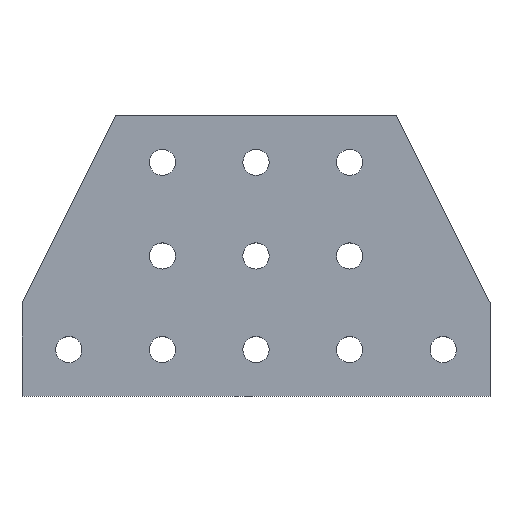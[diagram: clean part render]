
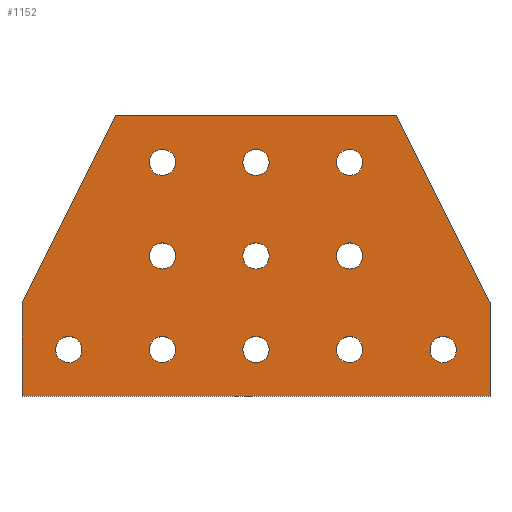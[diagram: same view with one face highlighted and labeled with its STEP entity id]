
A CAD part, top view. The second image highlights one B-rep face of the part: STEP entity #1152.
In plain terms, the highlighted planar face has unit normal (0, 0, 1).
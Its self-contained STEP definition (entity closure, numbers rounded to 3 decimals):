
#132=CARTESIAN_POINT('',(0.14,0.0,0.188));
#133=VERTEX_POINT('',#132);
#149=CARTESIAN_POINT('',(-0.14,0.,0.188));
#150=VERTEX_POINT('',#149);
#157=CARTESIAN_POINT('',(0.0,0.0,0.188));
#158=DIRECTION('',(0.0,0.0,-1.0));
#159=DIRECTION('',(1.0,0.0,0.0));
#160=AXIS2_PLACEMENT_3D('',#157,#158,#159);
#161=CIRCLE('',#160,0.14);
#162=EDGE_CURVE('',#133,#150,#161,.T.);
#174=CARTESIAN_POINT('',(1.14,0.0,0.188));
#175=VERTEX_POINT('',#174);
#191=CARTESIAN_POINT('',(0.86,0.,0.188));
#192=VERTEX_POINT('',#191);
#199=CARTESIAN_POINT('',(1.0,0.0,0.188));
#200=DIRECTION('',(0.0,0.0,-1.0));
#201=DIRECTION('',(1.0,0.0,0.0));
#202=AXIS2_PLACEMENT_3D('',#199,#200,#201);
#203=CIRCLE('',#202,0.14);
#204=EDGE_CURVE('',#175,#192,#203,.T.);
#216=CARTESIAN_POINT('',(1.14,1.0,0.188));
#217=VERTEX_POINT('',#216);
#233=CARTESIAN_POINT('',(0.86,1.0,0.188));
#234=VERTEX_POINT('',#233);
#241=CARTESIAN_POINT('',(1.0,1.0,0.188));
#242=DIRECTION('',(0.0,0.0,-1.0));
#243=DIRECTION('',(1.0,0.0,0.0));
#244=AXIS2_PLACEMENT_3D('',#241,#242,#243);
#245=CIRCLE('',#244,0.14);
#246=EDGE_CURVE('',#217,#234,#245,.T.);
#258=CARTESIAN_POINT('',(1.14,2.0,0.188));
#259=VERTEX_POINT('',#258);
#275=CARTESIAN_POINT('',(0.86,2.0,0.188));
#276=VERTEX_POINT('',#275);
#283=CARTESIAN_POINT('',(1.0,2.0,0.188));
#284=DIRECTION('',(0.0,0.0,-1.0));
#285=DIRECTION('',(1.0,0.0,0.0));
#286=AXIS2_PLACEMENT_3D('',#283,#284,#285);
#287=CIRCLE('',#286,0.14);
#288=EDGE_CURVE('',#259,#276,#287,.T.);
#300=CARTESIAN_POINT('',(2.14,0.0,0.188));
#301=VERTEX_POINT('',#300);
#317=CARTESIAN_POINT('',(1.86,0.,0.188));
#318=VERTEX_POINT('',#317);
#325=CARTESIAN_POINT('',(2.0,0.0,0.188));
#326=DIRECTION('',(0.0,0.0,-1.0));
#327=DIRECTION('',(1.0,0.0,0.0));
#328=AXIS2_PLACEMENT_3D('',#325,#326,#327);
#329=CIRCLE('',#328,0.14);
#330=EDGE_CURVE('',#301,#318,#329,.T.);
#342=CARTESIAN_POINT('',(2.14,1.0,0.188));
#343=VERTEX_POINT('',#342);
#359=CARTESIAN_POINT('',(1.86,1.0,0.188));
#360=VERTEX_POINT('',#359);
#367=CARTESIAN_POINT('',(2.0,1.0,0.188));
#368=DIRECTION('',(0.0,0.0,-1.0));
#369=DIRECTION('',(1.0,0.0,0.0));
#370=AXIS2_PLACEMENT_3D('',#367,#368,#369);
#371=CIRCLE('',#370,0.14);
#372=EDGE_CURVE('',#343,#360,#371,.T.);
#384=CARTESIAN_POINT('',(3.14,0.0,0.188));
#385=VERTEX_POINT('',#384);
#401=CARTESIAN_POINT('',(2.86,0.,0.188));
#402=VERTEX_POINT('',#401);
#409=CARTESIAN_POINT('',(3.0,0.0,0.188));
#410=DIRECTION('',(0.0,0.0,-1.0));
#411=DIRECTION('',(1.0,0.0,0.0));
#412=AXIS2_PLACEMENT_3D('',#409,#410,#411);
#413=CIRCLE('',#412,0.14);
#414=EDGE_CURVE('',#385,#402,#413,.T.);
#426=CARTESIAN_POINT('',(3.14,1.0,0.188));
#427=VERTEX_POINT('',#426);
#443=CARTESIAN_POINT('',(2.86,1.0,0.188));
#444=VERTEX_POINT('',#443);
#451=CARTESIAN_POINT('',(3.0,1.0,0.188));
#452=DIRECTION('',(0.0,0.0,-1.0));
#453=DIRECTION('',(1.0,0.0,0.0));
#454=AXIS2_PLACEMENT_3D('',#451,#452,#453);
#455=CIRCLE('',#454,0.14);
#456=EDGE_CURVE('',#427,#444,#455,.T.);
#468=CARTESIAN_POINT('',(4.14,0.0,0.188));
#469=VERTEX_POINT('',#468);
#485=CARTESIAN_POINT('',(3.86,0.,0.188));
#486=VERTEX_POINT('',#485);
#493=CARTESIAN_POINT('',(4.0,0.0,0.188));
#494=DIRECTION('',(0.0,0.0,-1.0));
#495=DIRECTION('',(1.0,0.0,0.0));
#496=AXIS2_PLACEMENT_3D('',#493,#494,#495);
#497=CIRCLE('',#496,0.14);
#498=EDGE_CURVE('',#469,#486,#497,.T.);
#510=CARTESIAN_POINT('',(2.14,2.0,0.188));
#511=VERTEX_POINT('',#510);
#527=CARTESIAN_POINT('',(1.86,2.0,0.188));
#528=VERTEX_POINT('',#527);
#535=CARTESIAN_POINT('',(2.0,2.0,0.188));
#536=DIRECTION('',(0.0,0.0,-1.0));
#537=DIRECTION('',(1.0,0.0,0.0));
#538=AXIS2_PLACEMENT_3D('',#535,#536,#537);
#539=CIRCLE('',#538,0.14);
#540=EDGE_CURVE('',#511,#528,#539,.T.);
#552=CARTESIAN_POINT('',(3.14,2.0,0.188));
#553=VERTEX_POINT('',#552);
#569=CARTESIAN_POINT('',(2.86,2.0,0.188));
#570=VERTEX_POINT('',#569);
#577=CARTESIAN_POINT('',(3.0,2.0,0.188));
#578=DIRECTION('',(0.0,0.0,-1.0));
#579=DIRECTION('',(1.0,0.0,0.0));
#580=AXIS2_PLACEMENT_3D('',#577,#578,#579);
#581=CIRCLE('',#580,0.14);
#582=EDGE_CURVE('',#553,#570,#581,.T.);
#593=CARTESIAN_POINT('',(3.0,2.0,0.188));
#594=DIRECTION('',(0.0,0.0,-1.0));
#595=DIRECTION('',(1.0,0.0,0.0));
#596=AXIS2_PLACEMENT_3D('',#593,#594,#595);
#597=CIRCLE('',#596,0.14);
#598=EDGE_CURVE('',#570,#553,#597,.T.);
#617=CARTESIAN_POINT('',(2.0,2.0,0.188));
#618=DIRECTION('',(0.0,0.0,-1.0));
#619=DIRECTION('',(1.0,0.0,0.0));
#620=AXIS2_PLACEMENT_3D('',#617,#618,#619);
#621=CIRCLE('',#620,0.14);
#622=EDGE_CURVE('',#528,#511,#621,.T.);
#641=CARTESIAN_POINT('',(4.0,0.0,0.188));
#642=DIRECTION('',(0.0,0.0,-1.0));
#643=DIRECTION('',(1.0,0.0,0.0));
#644=AXIS2_PLACEMENT_3D('',#641,#642,#643);
#645=CIRCLE('',#644,0.14);
#646=EDGE_CURVE('',#486,#469,#645,.T.);
#665=CARTESIAN_POINT('',(3.0,1.0,0.188));
#666=DIRECTION('',(0.0,0.0,-1.0));
#667=DIRECTION('',(1.0,0.0,0.0));
#668=AXIS2_PLACEMENT_3D('',#665,#666,#667);
#669=CIRCLE('',#668,0.14);
#670=EDGE_CURVE('',#444,#427,#669,.T.);
#689=CARTESIAN_POINT('',(3.0,0.0,0.188));
#690=DIRECTION('',(0.0,0.0,-1.0));
#691=DIRECTION('',(1.0,0.0,0.0));
#692=AXIS2_PLACEMENT_3D('',#689,#690,#691);
#693=CIRCLE('',#692,0.14);
#694=EDGE_CURVE('',#402,#385,#693,.T.);
#713=CARTESIAN_POINT('',(2.0,1.0,0.188));
#714=DIRECTION('',(0.0,0.0,-1.0));
#715=DIRECTION('',(1.0,0.0,0.0));
#716=AXIS2_PLACEMENT_3D('',#713,#714,#715);
#717=CIRCLE('',#716,0.14);
#718=EDGE_CURVE('',#360,#343,#717,.T.);
#737=CARTESIAN_POINT('',(2.0,0.0,0.188));
#738=DIRECTION('',(0.0,0.0,-1.0));
#739=DIRECTION('',(1.0,0.0,0.0));
#740=AXIS2_PLACEMENT_3D('',#737,#738,#739);
#741=CIRCLE('',#740,0.14);
#742=EDGE_CURVE('',#318,#301,#741,.T.);
#761=CARTESIAN_POINT('',(1.0,2.0,0.188));
#762=DIRECTION('',(0.0,0.0,-1.0));
#763=DIRECTION('',(1.0,0.0,0.0));
#764=AXIS2_PLACEMENT_3D('',#761,#762,#763);
#765=CIRCLE('',#764,0.14);
#766=EDGE_CURVE('',#276,#259,#765,.T.);
#785=CARTESIAN_POINT('',(1.0,1.0,0.188));
#786=DIRECTION('',(0.0,0.0,-1.0));
#787=DIRECTION('',(1.0,0.0,0.0));
#788=AXIS2_PLACEMENT_3D('',#785,#786,#787);
#789=CIRCLE('',#788,0.14);
#790=EDGE_CURVE('',#234,#217,#789,.T.);
#809=CARTESIAN_POINT('',(1.0,0.0,0.188));
#810=DIRECTION('',(0.0,0.0,-1.0));
#811=DIRECTION('',(1.0,0.0,0.0));
#812=AXIS2_PLACEMENT_3D('',#809,#810,#811);
#813=CIRCLE('',#812,0.14);
#814=EDGE_CURVE('',#192,#175,#813,.T.);
#833=CARTESIAN_POINT('',(0.0,0.0,0.188));
#834=DIRECTION('',(0.0,0.0,-1.0));
#835=DIRECTION('',(1.0,0.0,0.0));
#836=AXIS2_PLACEMENT_3D('',#833,#834,#835);
#837=CIRCLE('',#836,0.14);
#838=EDGE_CURVE('',#150,#133,#837,.T.);
#856=CARTESIAN_POINT('',(-0.5,-0.5,0.188));
#857=VERTEX_POINT('',#856);
#858=CARTESIAN_POINT('',(-0.5,0.5,0.188));
#859=VERTEX_POINT('',#858);
#860=CARTESIAN_POINT('',(-0.5,-0.5,0.188));
#861=DIRECTION('',(0.0,1.0,0.0));
#862=VECTOR('',#861,1.0);
#863=LINE('',#860,#862);
#864=EDGE_CURVE('',#857,#859,#863,.T.);
#896=CARTESIAN_POINT('',(0.5,2.5,0.188));
#897=VERTEX_POINT('',#896);
#898=CARTESIAN_POINT('',(-0.5,0.5,0.188));
#899=DIRECTION('',(0.447,0.894,0.0));
#900=VECTOR('',#899,2.236);
#901=LINE('',#898,#900);
#902=EDGE_CURVE('',#859,#897,#901,.T.);
#927=CARTESIAN_POINT('',(3.5,2.5,0.188));
#928=VERTEX_POINT('',#927);
#929=CARTESIAN_POINT('',(0.5,2.5,0.188));
#930=DIRECTION('',(1.0,0.0,0.0));
#931=VECTOR('',#930,3.0);
#932=LINE('',#929,#931);
#933=EDGE_CURVE('',#897,#928,#932,.T.);
#958=CARTESIAN_POINT('',(4.5,0.5,0.188));
#959=VERTEX_POINT('',#958);
#960=CARTESIAN_POINT('',(3.5,2.5,0.188));
#961=DIRECTION('',(0.447,-0.894,0.0));
#962=VECTOR('',#961,2.236);
#963=LINE('',#960,#962);
#964=EDGE_CURVE('',#928,#959,#963,.T.);
#989=CARTESIAN_POINT('',(4.5,-0.5,0.188));
#990=VERTEX_POINT('',#989);
#991=CARTESIAN_POINT('',(4.5,0.5,0.188));
#992=DIRECTION('',(0.0,-1.0,0.0));
#993=VECTOR('',#992,1.0);
#994=LINE('',#991,#993);
#995=EDGE_CURVE('',#959,#990,#994,.T.);
#1020=CARTESIAN_POINT('',(4.5,-0.5,0.188));
#1021=DIRECTION('',(-1.0,0.0,0.0));
#1022=VECTOR('',#1021,5.0);
#1023=LINE('',#1020,#1022);
#1024=EDGE_CURVE('',#990,#857,#1023,.T.);
#1095=CARTESIAN_POINT('',(-0.5,-0.5,0.188));
#1096=DIRECTION('',(0.0,0.0,-1.0));
#1097=DIRECTION('',(-1.0,0.0,0.0));
#1098=AXIS2_PLACEMENT_3D('',#1095,#1096,#1097);
#1099=PLANE('',#1098);
#1100=ORIENTED_EDGE('',*,*,#864,.F.);
#1101=ORIENTED_EDGE('',*,*,#1024,.F.);
#1102=ORIENTED_EDGE('',*,*,#995,.F.);
#1103=ORIENTED_EDGE('',*,*,#964,.F.);
#1104=ORIENTED_EDGE('',*,*,#933,.F.);
#1105=ORIENTED_EDGE('',*,*,#902,.F.);
#1106=EDGE_LOOP('',(#1100,#1101,#1102,#1103,#1104,#1105));
#1107=FACE_OUTER_BOUND('',#1106,.T.);
#1108=ORIENTED_EDGE('',*,*,#582,.T.);
#1109=ORIENTED_EDGE('',*,*,#598,.T.);
#1110=EDGE_LOOP('',(#1108,#1109));
#1111=FACE_BOUND('',#1110,.T.);
#1112=ORIENTED_EDGE('',*,*,#540,.T.);
#1113=ORIENTED_EDGE('',*,*,#622,.T.);
#1114=EDGE_LOOP('',(#1112,#1113));
#1115=FACE_BOUND('',#1114,.T.);
#1116=ORIENTED_EDGE('',*,*,#498,.T.);
#1117=ORIENTED_EDGE('',*,*,#646,.T.);
#1118=EDGE_LOOP('',(#1116,#1117));
#1119=FACE_BOUND('',#1118,.T.);
#1120=ORIENTED_EDGE('',*,*,#456,.T.);
#1121=ORIENTED_EDGE('',*,*,#670,.T.);
#1122=EDGE_LOOP('',(#1120,#1121));
#1123=FACE_BOUND('',#1122,.T.);
#1124=ORIENTED_EDGE('',*,*,#414,.T.);
#1125=ORIENTED_EDGE('',*,*,#694,.T.);
#1126=EDGE_LOOP('',(#1124,#1125));
#1127=FACE_BOUND('',#1126,.T.);
#1128=ORIENTED_EDGE('',*,*,#372,.T.);
#1129=ORIENTED_EDGE('',*,*,#718,.T.);
#1130=EDGE_LOOP('',(#1128,#1129));
#1131=FACE_BOUND('',#1130,.T.);
#1132=ORIENTED_EDGE('',*,*,#330,.T.);
#1133=ORIENTED_EDGE('',*,*,#742,.T.);
#1134=EDGE_LOOP('',(#1132,#1133));
#1135=FACE_BOUND('',#1134,.T.);
#1136=ORIENTED_EDGE('',*,*,#288,.T.);
#1137=ORIENTED_EDGE('',*,*,#766,.T.);
#1138=EDGE_LOOP('',(#1136,#1137));
#1139=FACE_BOUND('',#1138,.T.);
#1140=ORIENTED_EDGE('',*,*,#246,.T.);
#1141=ORIENTED_EDGE('',*,*,#790,.T.);
#1142=EDGE_LOOP('',(#1140,#1141));
#1143=FACE_BOUND('',#1142,.T.);
#1144=ORIENTED_EDGE('',*,*,#204,.T.);
#1145=ORIENTED_EDGE('',*,*,#814,.T.);
#1146=EDGE_LOOP('',(#1144,#1145));
#1147=FACE_BOUND('',#1146,.T.);
#1148=ORIENTED_EDGE('',*,*,#162,.T.);
#1149=ORIENTED_EDGE('',*,*,#838,.T.);
#1150=EDGE_LOOP('',(#1148,#1149));
#1151=FACE_BOUND('',#1150,.T.);
#1152=ADVANCED_FACE('',(#1107,#1111,#1115,#1119,#1123,#1127,#1131,#1135,#1139,#1143,#1147,#1151),#1099,.F.);
